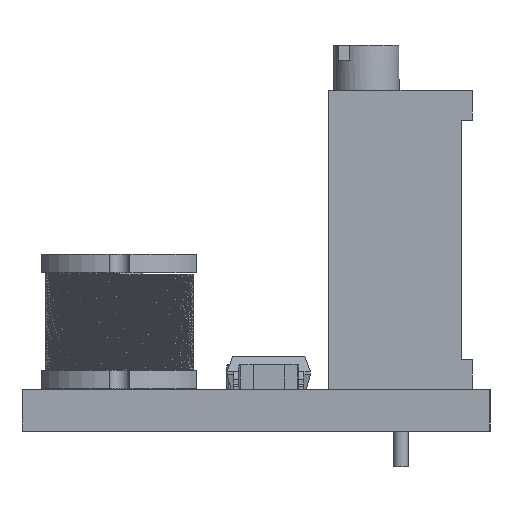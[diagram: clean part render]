
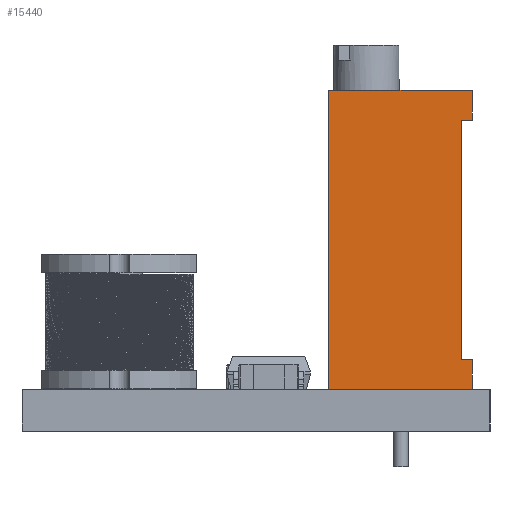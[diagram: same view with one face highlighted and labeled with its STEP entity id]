
A CAD part, left-side view. The second image highlights one B-rep face of the part: STEP entity #15440.
In plain terms, the highlighted face is planar.
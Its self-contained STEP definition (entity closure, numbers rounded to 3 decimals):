
#2660=ORIENTED_EDGE('',*,*,#4886,.F.);
#2661=ORIENTED_EDGE('',*,*,#4867,.F.);
#2662=ORIENTED_EDGE('',*,*,#4850,.F.);
#2663=ORIENTED_EDGE('',*,*,#4864,.T.);
#2664=ORIENTED_EDGE('',*,*,#4887,.F.);
#2665=ORIENTED_EDGE('',*,*,#4888,.T.);
#2666=ORIENTED_EDGE('',*,*,#4878,.T.);
#2667=ORIENTED_EDGE('',*,*,#4885,.F.);
#4850=EDGE_CURVE('',#6123,#6124,#7015,.T.);
#4864=EDGE_CURVE('',#6123,#6132,#7029,.T.);
#4867=EDGE_CURVE('',#6124,#6133,#7032,.T.);
#4878=EDGE_CURVE('',#6142,#6141,#7043,.T.);
#4885=EDGE_CURVE('',#6146,#6141,#7050,.T.);
#4886=EDGE_CURVE('',#6133,#6146,#7051,.T.);
#4887=EDGE_CURVE('',#6147,#6132,#7052,.T.);
#4888=EDGE_CURVE('',#6147,#6142,#7053,.T.);
#6123=VERTEX_POINT('',#24219);
#6124=VERTEX_POINT('',#24221);
#6132=VERTEX_POINT('',#24247);
#6133=VERTEX_POINT('',#24251);
#6141=VERTEX_POINT('',#24274);
#6142=VERTEX_POINT('',#24276);
#6146=VERTEX_POINT('',#24288);
#6147=VERTEX_POINT('',#24293);
#7015=LINE('',#24220,#7975);
#7029=LINE('',#24248,#7989);
#7032=LINE('',#24254,#7992);
#7043=LINE('',#24275,#8003);
#7050=LINE('',#24289,#8010);
#7051=LINE('',#24291,#8011);
#7052=LINE('',#24292,#8012);
#7053=LINE('',#24294,#8013);
#7975=VECTOR('',#17627,1000.);
#7989=VECTOR('',#17651,1000.);
#7992=VECTOR('',#17656,1000.);
#8003=VECTOR('',#17673,1000.);
#8010=VECTOR('',#17684,1000.);
#8011=VECTOR('',#17687,1000.);
#8012=VECTOR('',#17688,1000.);
#8013=VECTOR('',#17689,1000.);
#8924=EDGE_LOOP('',(#2660,#2661,#2662,#2663,#2664,#2665,#2666,#2667));
#9671=FACE_BOUND('',#8924,.T.);
#10300=PLANE('',#16100);
#15440=ADVANCED_FACE('',(#9671),#10300,.F.);
#16100=AXIS2_PLACEMENT_3D('',#24290,#17685,#17686);
#17627=DIRECTION('',(0.,0.,-1.));
#17651=DIRECTION('',(0.,1.,0.));
#17656=DIRECTION('',(0.,1.,0.));
#17673=DIRECTION('',(0.,0.,-1.));
#17684=DIRECTION('',(0.,-1.,0.));
#17685=DIRECTION('',(-1.,0.,0.));
#17686=DIRECTION('',(0.,0.,1.));
#17687=DIRECTION('',(0.,0.,-1.));
#17688=DIRECTION('',(0.,0.,-1.));
#17689=DIRECTION('',(0.,-1.,0.));
#24219=CARTESIAN_POINT('',(4.765,2.035,9.03));
#24220=CARTESIAN_POINT('',(4.765,2.035,9.03));
#24221=CARTESIAN_POINT('',(4.765,2.035,1.));
#24247=CARTESIAN_POINT('',(4.765,2.415,9.03));
#24248=CARTESIAN_POINT('',(4.765,2.035,9.03));
#24251=CARTESIAN_POINT('',(4.765,2.415,1.));
#24254=CARTESIAN_POINT('',(4.765,2.035,1.));
#24274=CARTESIAN_POINT('',(4.765,-2.415,0.));
#24275=CARTESIAN_POINT('',(4.765,-2.415,10.03));
#24276=CARTESIAN_POINT('',(4.765,-2.415,10.03));
#24288=CARTESIAN_POINT('',(4.765,2.415,0.));
#24289=CARTESIAN_POINT('',(4.765,2.415,0.));
#24290=CARTESIAN_POINT('',(4.765,2.415,10.03));
#24291=CARTESIAN_POINT('',(4.765,2.415,10.03));
#24292=CARTESIAN_POINT('',(4.765,2.415,10.03));
#24293=CARTESIAN_POINT('',(4.765,2.415,10.03));
#24294=CARTESIAN_POINT('',(4.765,2.415,10.03));
